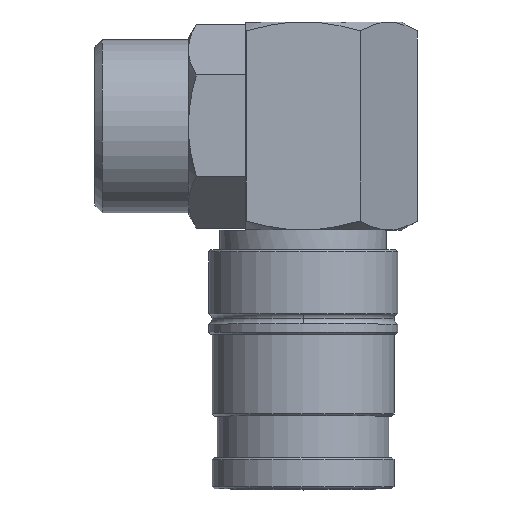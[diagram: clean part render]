
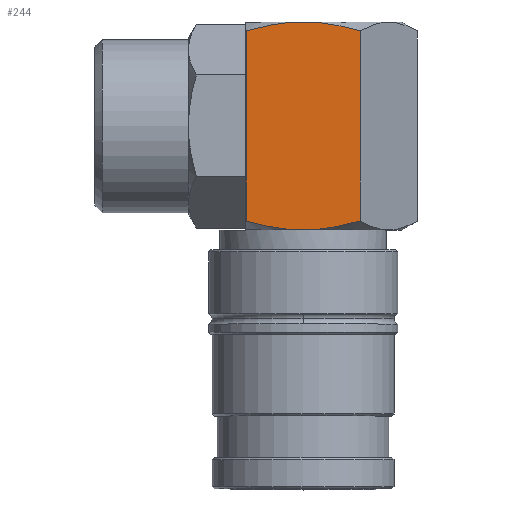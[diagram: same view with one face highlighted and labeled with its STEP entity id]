
A CAD part, top view. The second image highlights one B-rep face of the part: STEP entity #244.
In plain terms, the highlighted planar face has unit normal (0, 0, 1).
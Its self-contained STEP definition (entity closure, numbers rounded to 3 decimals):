
#244=ADVANCED_FACE('',(#511),#512,.T.);
#511=FACE_OUTER_BOUND('',#792,.T.);
#512=PLANE('',#793);
#792=EDGE_LOOP('',(#1424,#1425,#1426,#1427,#1428,#1429));
#793=AXIS2_PLACEMENT_3D('',#1430,#1431,#1432);
#1424=ORIENTED_EDGE('',*,*,#1862,.F.);
#1425=ORIENTED_EDGE('',*,*,#1671,.T.);
#1426=ORIENTED_EDGE('',*,*,#1783,.F.);
#1427=ORIENTED_EDGE('',*,*,#1839,.F.);
#1428=ORIENTED_EDGE('',*,*,#1689,.F.);
#1429=ORIENTED_EDGE('',*,*,#1836,.F.);
#1430=CARTESIAN_POINT('',(0.,46.0,9.5));
#1431=DIRECTION('',(0.,0.0,1.0));
#1432=DIRECTION('',(-1.0,0.,0.));
#1671=EDGE_CURVE('',#2003,#2001,#2004,.T.);
#1689=EDGE_CURVE('',#2028,#2031,#2032,.T.);
#1783=EDGE_CURVE('',#2171,#2001,#2173,.T.);
#1836=EDGE_CURVE('',#2241,#2028,#2242,.T.);
#1839=EDGE_CURVE('',#2031,#2171,#2245,.T.);
#1862=EDGE_CURVE('',#2003,#2241,#2270,.T.);
#2001=VERTEX_POINT('',#2528);
#2003=VERTEX_POINT('',#2541);
#2004=LINE('',#2542,#2543);
#2028=VERTEX_POINT('',#2583);
#2031=VERTEX_POINT('',#2597);
#2032=LINE('',#2598,#2599);
#2171=VERTEX_POINT('',#2888);
#2173=(B_SPLINE_CURVE(2,(#2891,#2892,#2893,#2894,#2895),.UNSPECIFIED.,.F.,.F.)B_SPLINE_CURVE_WITH_KNOTS((3,2,3),(0.0,5.57,11.14),.UNSPECIFIED.)RATIONAL_B_SPLINE_CURVE((1.0,1.038,1.0,1.038,1.0))BOUNDED_CURVE()REPRESENTATION_ITEM('')GEOMETRIC_REPRESENTATION_ITEM()CURVE());
#2241=VERTEX_POINT('',#3020);
#2242=(B_SPLINE_CURVE(2,(#3022,#3023,#3024,#3025,#3026),.UNSPECIFIED.,.F.,.F.)B_SPLINE_CURVE_WITH_KNOTS((3,2,3),(0.0,5.57,11.14),.UNSPECIFIED.)RATIONAL_B_SPLINE_CURVE((1.0,1.038,1.0,1.038,1.0))BOUNDED_CURVE()REPRESENTATION_ITEM('')GEOMETRIC_REPRESENTATION_ITEM()CURVE());
#2245=(B_SPLINE_CURVE(2,(#3036,#3037,#3038,#3039,#3040),.UNSPECIFIED.,.F.,.F.)B_SPLINE_CURVE_WITH_KNOTS((3,2,3),(0.0,5.57,11.14),.UNSPECIFIED.)RATIONAL_B_SPLINE_CURVE((1.0,1.038,1.0,1.038,1.0))BOUNDED_CURVE()REPRESENTATION_ITEM('')GEOMETRIC_REPRESENTATION_ITEM()CURVE());
#2270=(B_SPLINE_CURVE(2,(#3125,#3126,#3127,#3128,#3129),.UNSPECIFIED.,.F.,.F.)B_SPLINE_CURVE_WITH_KNOTS((3,2,3),(0.0,5.57,11.14),.UNSPECIFIED.)RATIONAL_B_SPLINE_CURVE((1.0,1.038,1.0,1.038,1.0))BOUNDED_CURVE()REPRESENTATION_ITEM('')GEOMETRIC_REPRESENTATION_ITEM()CURVE());
#2528=CARTESIAN_POINT('',(-5.485,25.849,9.5));
#2541=CARTESIAN_POINT('',(-5.485,44.151,9.5));
#2542=CARTESIAN_POINT('',(-5.485,46.0,9.5));
#2543=VECTOR('',#3324,1.0);
#2583=CARTESIAN_POINT('',(5.485,44.151,9.5));
#2597=CARTESIAN_POINT('',(5.485,25.849,9.5));
#2598=CARTESIAN_POINT('',(5.485,46.0,9.5));
#2599=VECTOR('',#3348,1.0);
#2888=CARTESIAN_POINT('',(0.,25.0,9.5));
#2891=CARTESIAN_POINT('',(5.491,25.85,9.5));
#2892=CARTESIAN_POINT('',(2.548,25.0,9.5));
#2893=CARTESIAN_POINT('',(0.,25.0,9.5));
#2894=CARTESIAN_POINT('',(-2.548,25.0,9.5));
#2895=CARTESIAN_POINT('',(-5.491,25.85,9.5));
#3020=CARTESIAN_POINT('',(0.,45.0,9.5));
#3022=CARTESIAN_POINT('',(-5.491,44.15,9.5));
#3023=CARTESIAN_POINT('',(-2.548,45.0,9.5));
#3024=CARTESIAN_POINT('',(0.,45.0,9.5));
#3025=CARTESIAN_POINT('',(2.548,45.0,9.5));
#3026=CARTESIAN_POINT('',(5.491,44.15,9.5));
#3036=CARTESIAN_POINT('',(5.491,25.85,9.5));
#3037=CARTESIAN_POINT('',(2.548,25.0,9.5));
#3038=CARTESIAN_POINT('',(0.,25.0,9.5));
#3039=CARTESIAN_POINT('',(-2.548,25.0,9.5));
#3040=CARTESIAN_POINT('',(-5.491,25.85,9.5));
#3125=CARTESIAN_POINT('',(-5.491,44.15,9.5));
#3126=CARTESIAN_POINT('',(-2.548,45.0,9.5));
#3127=CARTESIAN_POINT('',(0.,45.0,9.5));
#3128=CARTESIAN_POINT('',(2.548,45.0,9.5));
#3129=CARTESIAN_POINT('',(5.491,44.15,9.5));
#3324=DIRECTION('',(0.,-1.0,0.));
#3348=DIRECTION('',(0.,-1.0,0.));
